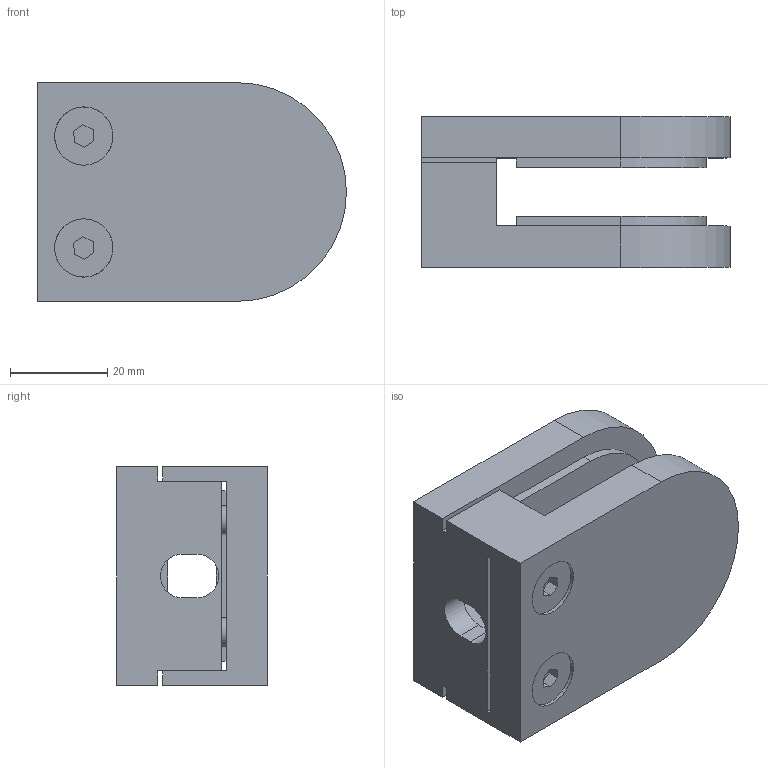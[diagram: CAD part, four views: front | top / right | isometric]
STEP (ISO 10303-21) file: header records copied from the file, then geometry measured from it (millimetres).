
FILE_DESCRIPTION( ( 'Unknown' ), '1' );
FILE_NAME( '3001A-2_10mm-Glas.stp', 'Unknown', ( 'Unknown' ), ( 'Unknown' ), 'PSStep 16.0.42', 'Unknown', ' ' );
FILE_SCHEMA( ( 'AUTOMOTIVE_DESIGN { 1 0 10303 214 1 1 1 1 }' ) );
Length unit declared in the file: millimetre
Products named in the file (4): Assem1; Gl-Aunahme_Wand_2; Gl-Aunahme_Wand_1; DIN_7991_M6x14
Assembly tree (4 placements, depth 2):
  Assem1
    Gl-Aunahme_Wand_2
    Gl-Aunahme_Wand_1
    DIN_7991_M6x14  x2
Bounding box: 63.5 x 31 x 45 mm (x, y, z)
Volume: 54295.9 mm3; surface area: 19455.3 mm2
Topology: 4 solids, 4 shells, 84 faces, 202 edges, 132 vertices
Faces by surface type: plane 56, cylinder 20, cone 8
Full cylindrical faces by diameter (mm): 4.917 x4, 6 x2, 6.5 x2, 9 x2, 12 x4
Entity records: 2570 total; most frequent: DIRECTION 334, CARTESIAN_POINT 330, ORIENTED_EDGE 294, EDGE_CURVE 147, LINE 112, VECTOR 112, AXIS2_PLACEMENT_3D 111, VERTEX_POINT 107
